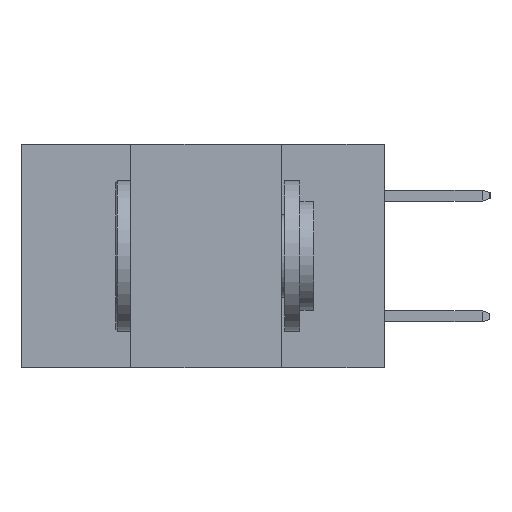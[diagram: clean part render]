
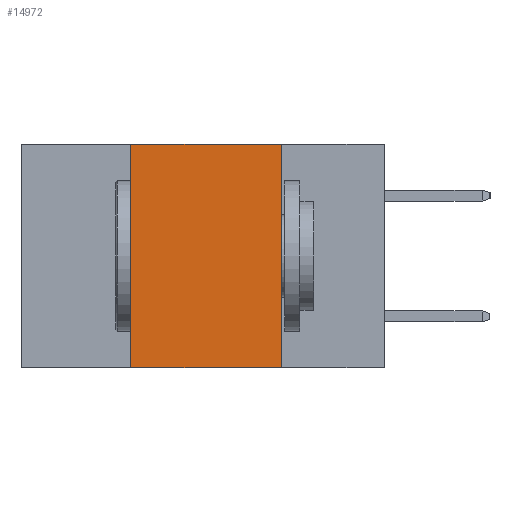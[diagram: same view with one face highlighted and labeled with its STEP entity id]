
A CAD part, left-side view. The second image highlights one B-rep face of the part: STEP entity #14972.
In plain terms, the highlighted planar face has unit normal (-1, 0, 0).
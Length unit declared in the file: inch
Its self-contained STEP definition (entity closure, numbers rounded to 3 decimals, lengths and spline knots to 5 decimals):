
#418 = CARTESIAN_POINT ( 'NONE',  ( 0., 0.42, 0. ) ) ;
#951 = DIRECTION ( 'NONE',  ( 0., -1., 0. ) ) ;
#1213 = DIRECTION ( 'NONE',  ( 1., 0., 0. ) ) ;
#1312 = VECTOR ( 'NONE', #14029, 39.37008 ) ;
#1846 = CARTESIAN_POINT ( 'NONE',  ( 0., 0.17, -0.37 ) ) ;
#2483 = EDGE_CURVE ( 'NONE', #9175, #13780, #15780, .T. ) ;
#2732 = CARTESIAN_POINT ( 'NONE',  ( 0., 0.6, -0.37 ) ) ;
#2936 = DIRECTION ( 'NONE',  ( 0., 0., -1. ) ) ;
#3670 = CARTESIAN_POINT ( 'NONE',  ( 0., 0.42, -0.37 ) ) ;
#3907 = CARTESIAN_POINT ( 'NONE',  ( 0., 0.17, -0.37 ) ) ;
#4543 = FACE_OUTER_BOUND ( 'NONE', #18686, .T. ) ;
#5397 = VECTOR ( 'NONE', #12213, 39.37008 ) ;
#6461 = EDGE_CURVE ( 'NONE', #16817, #13780, #17160, .T. ) ;
#7230 = LINE ( 'NONE', #17266, #1312 ) ;
#7457 = DIRECTION ( 'NONE',  ( 0., -1., 0. ) ) ;
#9175 = VERTEX_POINT ( 'NONE', #3670 ) ;
#10274 = EDGE_CURVE ( 'NONE', #9175, #12359, #7230, .T. ) ;
#10788 = CARTESIAN_POINT ( 'NONE',  ( 0., 0.17, 0. ) ) ;
#10872 = CARTESIAN_POINT ( 'NONE',  ( 0., 0.6, 0. ) ) ;
#11134 = CARTESIAN_POINT ( 'NONE',  ( 0., 0.6, 0. ) ) ;
#12213 = DIRECTION ( 'NONE',  ( 0., 0., -1. ) ) ;
#12359 = VERTEX_POINT ( 'NONE', #418 ) ;
#12595 = VECTOR ( 'NONE', #7457, 39.37008 ) ;
#13079 = VECTOR ( 'NONE', #951, 39.37008 ) ;
#13780 = VERTEX_POINT ( 'NONE', #1846 ) ;
#14029 = DIRECTION ( 'NONE',  ( 0., 0., 1. ) ) ;
#14972 = ADVANCED_FACE ( 'NONE', ( #4543 ), #17604, .F. ) ;
#15100 = AXIS2_PLACEMENT_3D ( 'NONE', #11134, #1213, #2936 ) ;
#15475 = ORIENTED_EDGE ( 'NONE', *, *, #2483, .T. ) ;
#15725 = LINE ( 'NONE', #10872, #13079 ) ;
#15780 = LINE ( 'NONE', #2732, #12595 ) ;
#15838 = EDGE_CURVE ( 'NONE', #12359, #16817, #15725, .T. ) ;
#16817 = VERTEX_POINT ( 'NONE', #10788 ) ;
#17160 = LINE ( 'NONE', #3907, #5397 ) ;
#17266 = CARTESIAN_POINT ( 'NONE',  ( 0., 0.42, -0.37 ) ) ;
#17594 = ORIENTED_EDGE ( 'NONE', *, *, #15838, .F. ) ;
#17604 = PLANE ( 'NONE',  #15100 ) ;
#17880 = ORIENTED_EDGE ( 'NONE', *, *, #10274, .F. ) ;
#18189 = ORIENTED_EDGE ( 'NONE', *, *, #6461, .F. ) ;
#18686 = EDGE_LOOP ( 'NONE', ( #18189, #17594, #17880, #15475 ) ) ;
